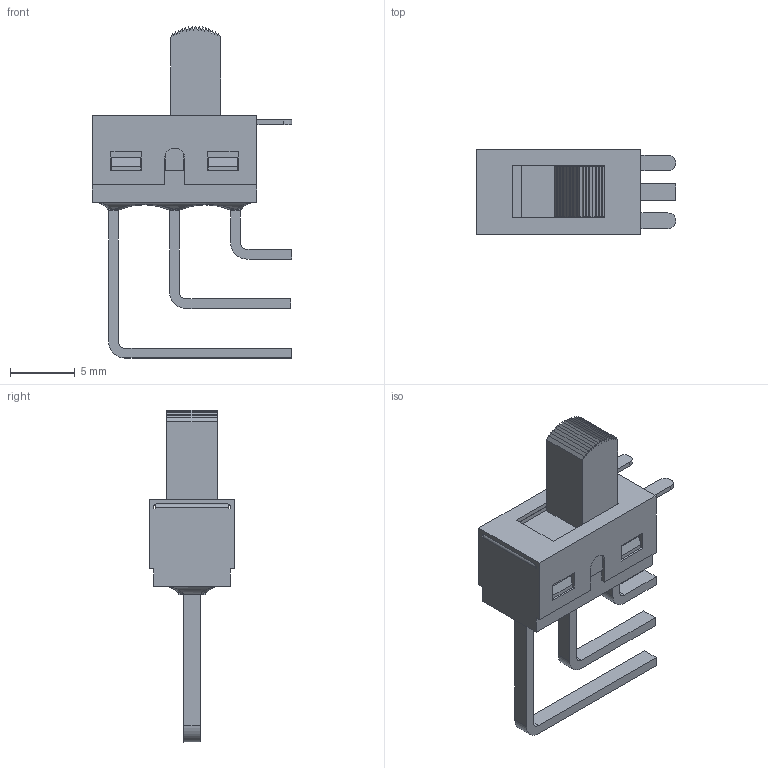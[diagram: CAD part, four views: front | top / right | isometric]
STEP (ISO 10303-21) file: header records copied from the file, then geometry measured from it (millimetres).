
FILE_DESCRIPTION((' '),'2;1');
FILE_NAME('500SSPxS2M7xEA.stp','2017-07-28T10:34:06',(' '),(' '),' ','ACIS',' ');
FILE_SCHEMA(('CONFIG_CONTROL_DESIGN'));
Length unit declared in the file: inch
Products named in the file (1): 500SSPxS2M7xEA.stp
Bounding box: 15.39 x 6.6 x 25.58 mm (x, y, z)
Volume: 443.4 mm3; surface area: 1129 mm2
Topology: 1 solids, 1 shells, 207 faces, 608 edges, 405 vertices
Faces by surface type: plane 173, cylinder 25, bspline 8, cone 1
Full cylindrical faces by diameter (mm): 2.4 x1
Entity records: 7409 total; most frequent: CARTESIAN_POINT 1791, ORIENTED_EDGE 1212, DIRECTION 1047, EDGE_CURVE 606, VECTOR 507, LINE 507, VERTEX_POINT 405, AXIS2_PLACEMENT_3D 270
